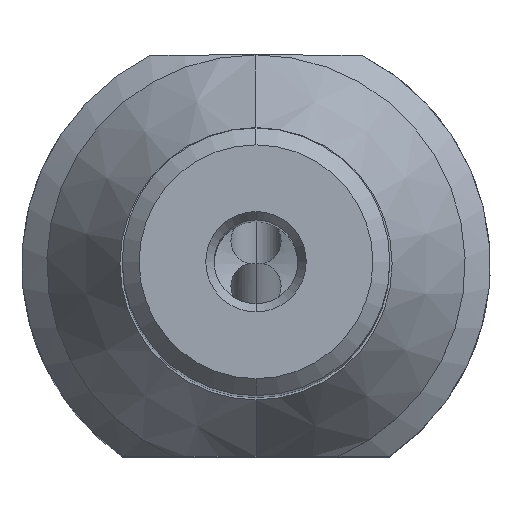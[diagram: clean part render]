
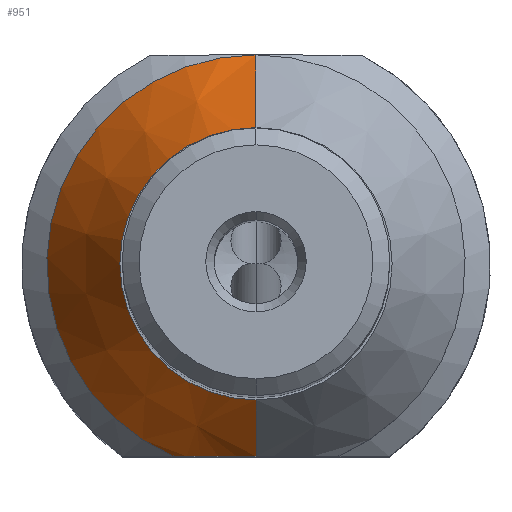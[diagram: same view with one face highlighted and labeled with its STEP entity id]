
A CAD part, top view. The second image highlights one B-rep face of the part: STEP entity #951.
In plain terms, the highlighted conical face has half-angle 30 degrees and reference radius 12.5 mm.
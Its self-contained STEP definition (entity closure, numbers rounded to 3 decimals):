
#723=VERTEX_POINT('NONE',#1960);
#951=ADVANCED_FACE('NONE',(#2216),#2217,.T.);
#953=EDGE_CURVE('NONE',#1129,#723,#2219,.T.);
#1115=VERTEX_POINT('NONE',#2401);
#1129=VERTEX_POINT('NONE',#2416);
#1159=EDGE_CURVE('NONE',#1115,#1473,#2450,.T.);
#1249=EDGE_CURVE('NONE',#1129,#1115,#2554,.T.);
#1263=VERTEX_POINT('NONE',#2569);
#1405=EDGE_CURVE('NONE',#723,#1263,#2729,.T.);
#1473=VERTEX_POINT('NONE',#2803);
#1817=EDGE_CURVE('NONE',#1263,#1473,#3183,.T.);
#1960=CARTESIAN_POINT('',(0.,8.138,35.0));
#2216=FACE_OUTER_BOUND('',#3755,.T.);
#2217=CONICAL_SURFACE('',#3756,12.5,0.524);
#2219=CIRCLE('',#3759,8.138);
#2401=CARTESIAN_POINT('',(0.,-11.5,29.176));
#2416=CARTESIAN_POINT('',(0.0,-8.138,35.0));
#2450=B_SPLINE_CURVE_WITH_KNOTS('',3,(#4130,#4131,#4132,#4133,#4134,#4135,#4136,#4137),.UNSPECIFIED.,.F.,.F.,(4,2,2,4),(0.021,0.023,0.024,0.027),.UNSPECIFIED.);
#2554=LINE('',#4315,#4316);
#2569=CARTESIAN_POINT('',(0.,12.5,27.444));
#2729=LINE('',#4597,#4598);
#2803=CARTESIAN_POINT('',(-4.899,-11.5,27.444));
#3183=CIRCLE('',#5348,12.5);
#3755=EDGE_LOOP('',(#5837,#5838,#5839,#5840,#5841));
#3756=AXIS2_PLACEMENT_3D('',#5842,#5843,#5844);
#3759=AXIS2_PLACEMENT_3D('',#5845,#5846,#5847);
#4130=CARTESIAN_POINT('',(0.,-11.5,29.176));
#4131=CARTESIAN_POINT('',(-0.444,-11.5,29.176));
#4132=CARTESIAN_POINT('',(-0.883,-11.5,29.131));
#4133=CARTESIAN_POINT('',(-1.743,-11.5,28.962));
#4134=CARTESIAN_POINT('',(-2.169,-11.5,28.837));
#4135=CARTESIAN_POINT('',(-3.409,-11.5,28.366));
#4136=CARTESIAN_POINT('',(-4.172,-11.5,27.937));
#4137=CARTESIAN_POINT('',(-4.899,-11.5,27.444));
#4315=CARTESIAN_POINT('',(0.0,-12.5,27.444));
#4316=VECTOR('',#6248,1000.0);
#4597=CARTESIAN_POINT('',(0.,12.5,27.444));
#4598=VECTOR('',#6470,1000.0);
#5348=AXIS2_PLACEMENT_3D('',#6956,#6957,#6958);
#5837=ORIENTED_EDGE('',*,*,#953,.T.);
#5838=ORIENTED_EDGE('',*,*,#1405,.T.);
#5839=ORIENTED_EDGE('',*,*,#1817,.T.);
#5840=ORIENTED_EDGE('',*,*,#1159,.F.);
#5841=ORIENTED_EDGE('',*,*,#1249,.F.);
#5842=CARTESIAN_POINT('',(0.0,0.0,27.444));
#5843=DIRECTION('',(-0.0,-0.0,-1.0));
#5844=DIRECTION('',(0.0,-1.0,0.0));
#5845=CARTESIAN_POINT('',(0.0,0.0,35.0));
#5846=DIRECTION('',(0.0,0.0,-1.0));
#5847=DIRECTION('',(0.0,-1.0,0.0));
#6248=DIRECTION('',(0.0,-0.5,-0.866));
#6470=DIRECTION('',(0.,0.5,-0.866));
#6956=CARTESIAN_POINT('',(0.0,0.0,27.444));
#6957=DIRECTION('',(0.0,-0.0,1.0));
#6958=DIRECTION('',(0.0,1.0,0.0));
